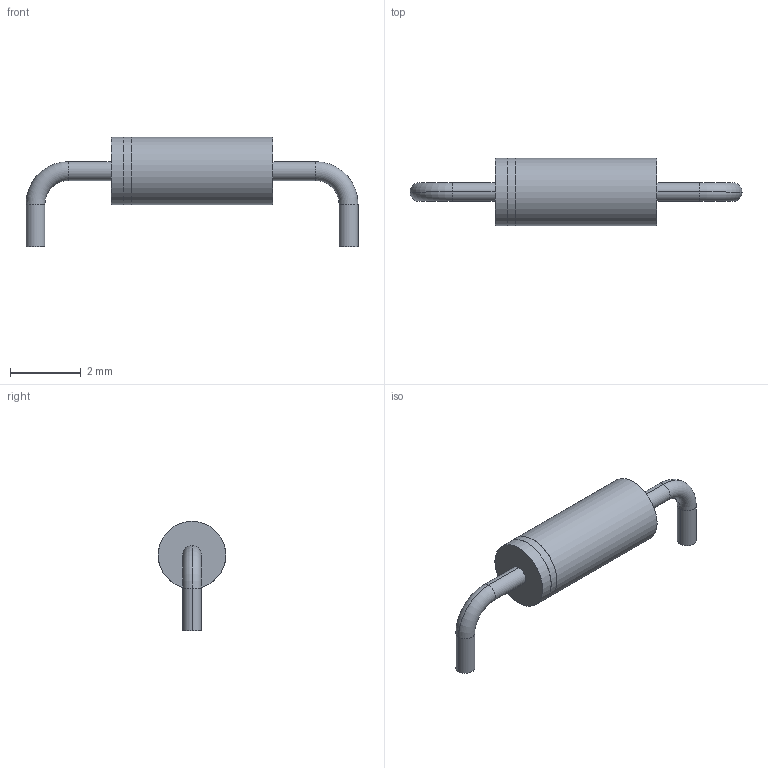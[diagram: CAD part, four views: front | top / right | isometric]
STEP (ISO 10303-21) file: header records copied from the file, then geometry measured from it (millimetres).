
FILE_DESCRIPTION(('STEP AP214'),'1');
FILE_NAME('DO-35','2018-06-03T22:15:23',(''),(''),'','','');
FILE_SCHEMA(('AUTOMOTIVE_DESIGN'));
Length unit declared in the file: millimetre
Products named in the file (1): product
Bounding box: 9.37 x 1.91 x 3.09 mm (x, y, z)
Volume: 14.8 mm3; surface area: 49.7 mm2
Topology: 3 solids, 7 shells, 23 faces, 45 edges, 30 vertices
Faces by surface type: cylinder 11, plane 8, torus 4
Full cylindrical faces by diameter (mm): 1.905 x2, 1.91 x1
Entity records: 672 total; most frequent: DIRECTION 130, CARTESIAN_POINT 99, ORIENTED_EDGE 72, AXIS2_PLACEMENT_3D 61, EDGE_CURVE 42, VERTEX_POINT 38, CIRCLE 34, EDGE_LOOP 28
